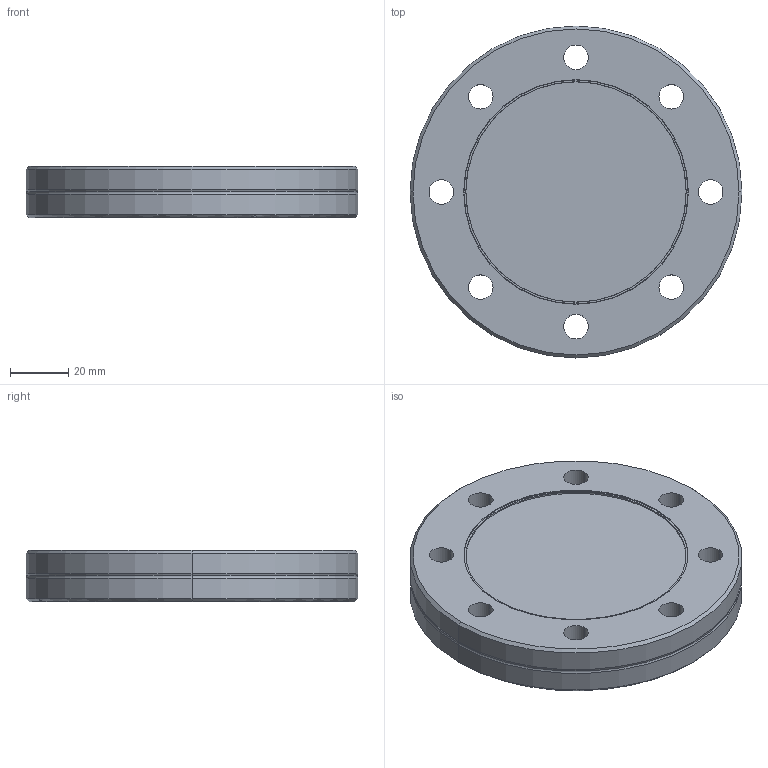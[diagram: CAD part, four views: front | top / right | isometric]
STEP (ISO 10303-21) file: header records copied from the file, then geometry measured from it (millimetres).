
FILE_DESCRIPTION (( 'STEP AP214' ), '1' );
FILE_NAME ('420GSG063.step', '2017-07-10T07:00:49', ( 'install' ), ( '' ), 'SwSTEP 2.0', 'SolidWorks 2015', '' );
FILE_SCHEMA (( 'AUTOMOTIVE_DESIGN' ));
Length unit declared in the file: millimetre
Products named in the file (1): 420GSG063
Bounding box: 113.5 x 113.5 x 17.5 mm (x, y, z)
Volume: 111499.5 mm3; surface area: 46594.8 mm2
Topology: 4 solids, 4 shells, 101 faces, 222 edges, 134 vertices
Faces by surface type: cylinder 46, torus 30, plane 15, cone 10
Entity records: 4084 total; most frequent: DIRECTION 582, CARTESIAN_POINT 514, ORIENTED_EDGE 444, AXIS2_PLACEMENT_3D 262, EDGE_CURVE 222, CIRCLE 160, VERTEX_POINT 134, EDGE_LOOP 128
